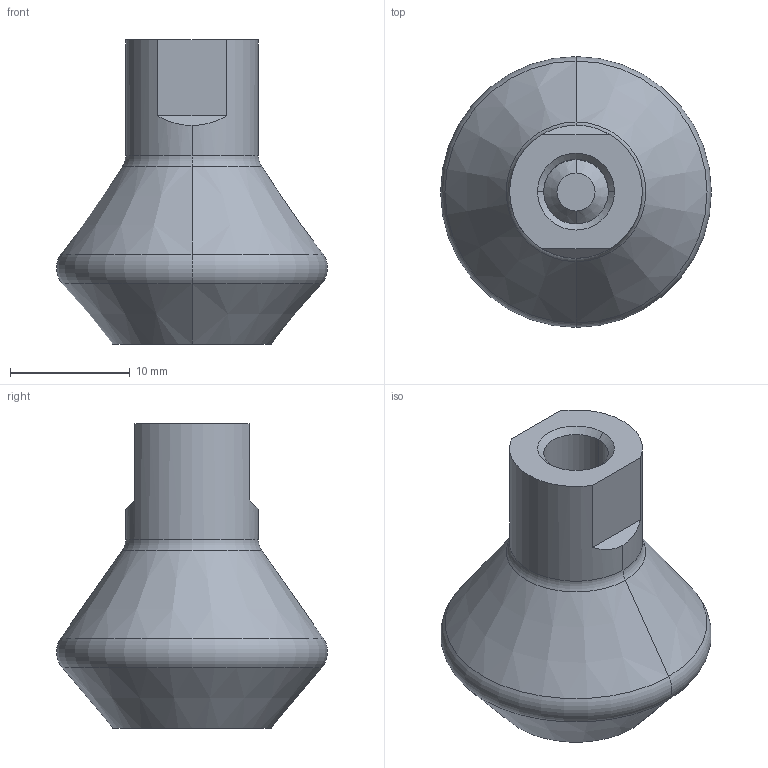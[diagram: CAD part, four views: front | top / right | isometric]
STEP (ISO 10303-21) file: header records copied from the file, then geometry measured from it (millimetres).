
FILE_DESCRIPTION((''),'2;1');
FILE_NAME('ILC66101501','2021-04-28T',('rkuestersteffen'),(''),'PRO/ENGINEER BY PARAMETRIC TECHNOLOGY CORPORATION, 2017170','PRO/ENGINEER BY PARAMETRIC TECHNOLOGY CORPORATION, 2017170','');
FILE_SCHEMA(('AUTOMOTIVE_DESIGN { 1 0 10303 214 1 1 1 1 }'));
Length unit declared in the file: inch
Products named in the file (1): ILC66101501
Bounding box: 22.63 x 22.63 x 25.4 mm (x, y, z)
Volume: 4373.9 mm3; surface area: 1999.3 mm2
Topology: 1 solids, 1 shells, 35 faces, 80 edges, 50 vertices
Faces by surface type: plane 15, cone 12, torus 4, cylinder 4
Entity records: 1303 total; most frequent: DIRECTION 180, CARTESIAN_POINT 179, ORIENTED_EDGE 160, PRESENTATION_STYLE_ASSIGNMENT 81, STYLED_ITEM 81, CURVE_STYLE 80, EDGE_CURVE 80, AXIS2_PLACEMENT_3D 69
